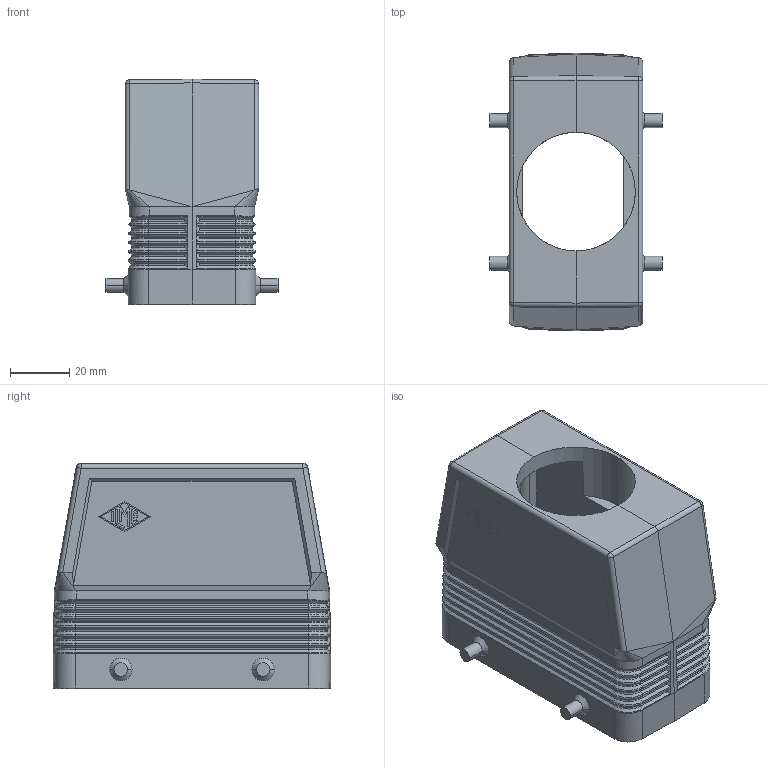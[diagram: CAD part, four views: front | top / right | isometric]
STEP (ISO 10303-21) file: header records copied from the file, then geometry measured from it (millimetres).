
FILE_DESCRIPTION(('Creo Elements/Direct Modeling STEP Export'),'2;1');
FILE_NAME('0ln7uvk45d6o07o1516','2016-10-26T13:32:01',(''),(''),'PTC Creo Elements/Direct Modeling STEP processor for AP214 (Solid Model)','PTC Creo Elements/Direct Modeling 19.0E 27-Jun-2016 (C) Parametric Technology GmbH','');
FILE_SCHEMA(('AUTOMOTIVE_DESIGN { 1 0 10303 214 1 1 1 1 }'));
Length unit declared in the file: millimetre
Products named in the file (2): MFV_16.40
Assembly tree (1 placements, depth 2):
  MFV_16.40
    MFV_16.40
Bounding box: 58 x 93.5 x 76 mm (x, y, z)
Volume: 84981.7 mm3; surface area: 43062.9 mm2
Topology: 1 solids, 1 shells, 478 faces, 1173 edges, 702 vertices
Faces by surface type: plane 210, cylinder 132, cone 56, torus 48, bspline 28, sphere 4
Entity records: 21586 total; most frequent: CARTESIAN_POINT 6869, ORIENTED_EDGE 2332, DIRECTION 2186, EDGE_CURVE 1166, AXIS2_PLACEMENT_3D 785, VERTEX_POINT 702, VECTOR 616, LINE 616
